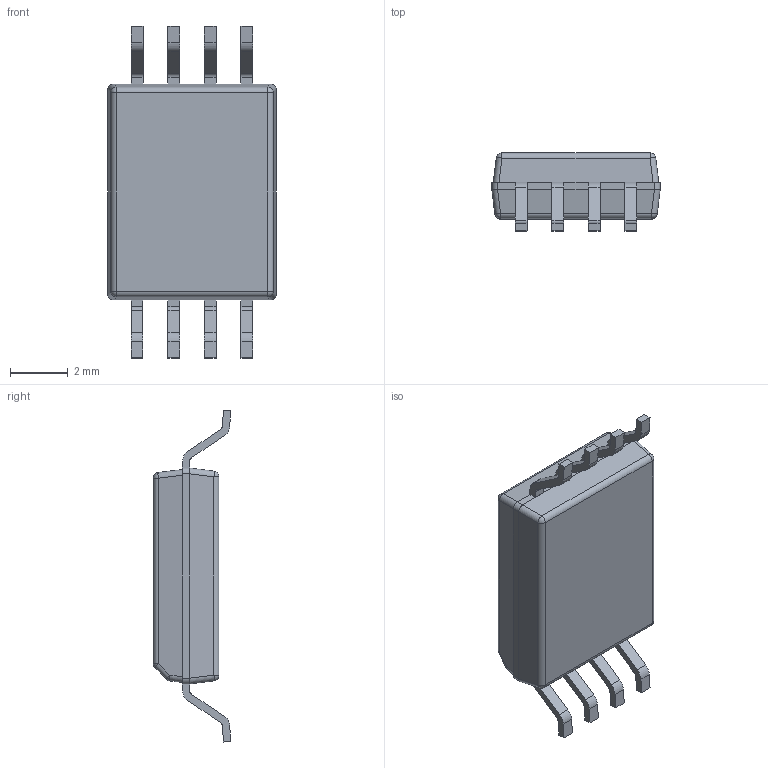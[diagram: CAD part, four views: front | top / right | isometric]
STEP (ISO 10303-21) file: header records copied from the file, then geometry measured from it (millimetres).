
FILE_DESCRIPTION((''),'2;1');
FILE_NAME('DWV0008A_ASM','2013-09-17T',('a0412025'),(''),'PRO/ENGINEER BY PARAMETRIC TECHNOLOGY CORPORATION, 2011490','PRO/ENGINEER BY PARAMETRIC TECHNOLOGY CORPORATION, 2011490','');
FILE_SCHEMA(('AUTOMOTIVE_DESIGN_CC2 { 1 2 10303 214 -1 1 5 2 }'));
Length unit declared in the file: millimetre
Products named in the file (3): BODY-SOIC; LEAD-DWV0008A; DWV0008A_ASM
Assembly tree (9 placements, depth 2):
  DWV0008A_ASM
    BODY-SOIC
    LEAD-DWV0008A  x8
Bounding box: 5.85 x 2.7 x 11.54 mm (x, y, z)
Volume: 96.8 mm3; surface area: 166.5 mm2
Topology: 9 solids, 9 shells, 165 faces, 406 edges, 259 vertices
Faces by surface type: plane 96, cylinder 57, sphere 12
Entity records: 2581 total; most frequent: CARTESIAN_POINT 466, DIRECTION 342, ORIENTED_EDGE 304, PRESENTATION_STYLE_ASSIGNMENT 154, STYLED_ITEM 154, CURVE_STYLE 152, EDGE_CURVE 152, AXIS2_PLACEMENT_3D 127
